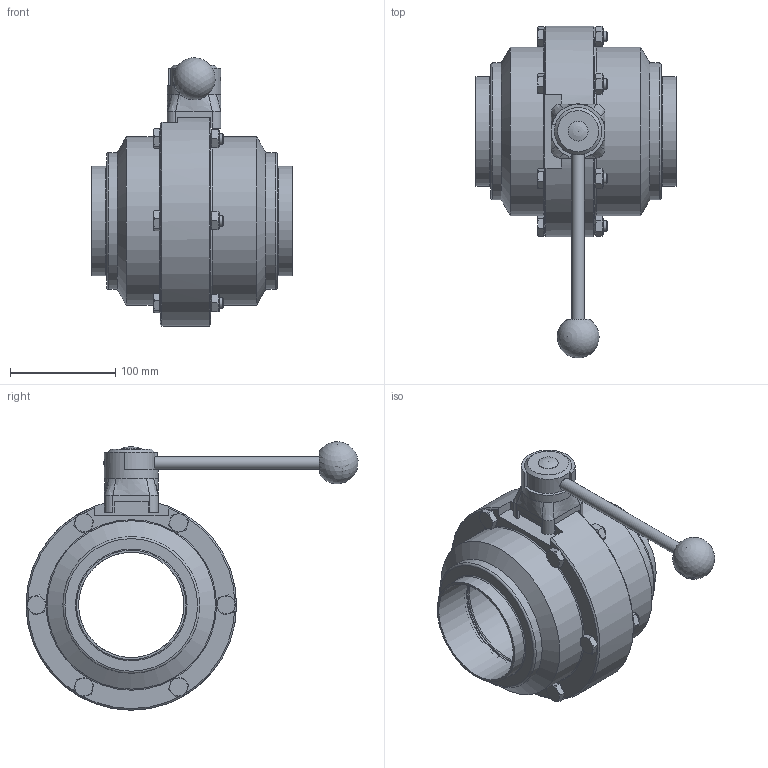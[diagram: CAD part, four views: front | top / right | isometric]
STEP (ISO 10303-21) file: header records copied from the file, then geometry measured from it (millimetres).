
FILE_DESCRIPTION((''),'2;1');
FILE_NAME('69322100XX00.stp','2014-07-23T13:15:44',('hehmen'),(''),'Autodesk Inventor 2011','Autodesk Inventor 2011','');
FILE_SCHEMA(('AUTOMOTIVE_DESIGN { 1 0 10303 214 1 1 1 1 }'));
Length unit declared in the file: millimetre
Products named in the file (1): 69322100XX00
Bounding box: 190 x 315.34 x 254.97 mm (x, y, z)
Volume: 2378703.5 mm3; surface area: 393080.2 mm2
Topology: 1 solids, 15 shells, 438 faces, 1063 edges, 668 vertices
Faces by surface type: plane 199, cylinder 99, cone 74, bspline 33, torus 29, sphere 4
Full cylindrical faces by diameter (mm): 6.2 x1, 6.5 x1, 7 x2, 9.188 x6, 10 x12, 10.106 x1, 10.5 x7, 11.8 x2, 12 x1, 12.8 x1, 15.4 x6, 15.8 x1, 16 x1, 18.5 x1, 19 x1, 19.5 x1, 26.2 x1, 51 x1, 100 x3, 102 x2, 102.1 x2, 104 x2, 109 x2, 130 x8, 134.6 x2, 155.6 x1, 158.5 x2, 160 x2, 164.4 x1, 164.5 x1
Entity records: 13238 total; most frequent: CARTESIAN_POINT 3885, DIRECTION 1755, ORIENTED_EDGE 1692, EDGE_CURVE 846, AXIS2_PLACEMENT_3D 732, EDGE_LOOP 664, VERTEX_POINT 605, STYLED_ITEM 439
